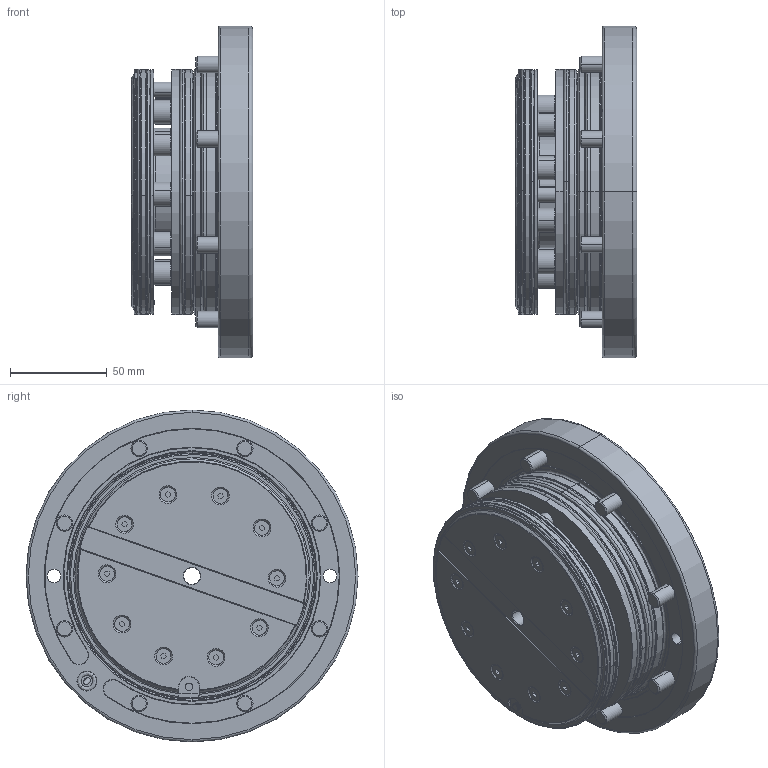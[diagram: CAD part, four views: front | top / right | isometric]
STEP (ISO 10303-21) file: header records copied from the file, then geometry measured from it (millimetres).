
FILE_DESCRIPTION (( 'STEP AP214' ), '1' );
FILE_NAME ('LQNC-40.STEP', '2020-03-19T10:35:03', ( 'PC' ), ( 'Microsoft' ), 'SwSTEP 2.0', 'SolidWorks 2018', '' );
FILE_SCHEMA (( 'AUTOMOTIVE_DESIGN' ));
Length unit declared in the file: millimetre
Products named in the file (1): LQNC-40
Bounding box: 63 x 172 x 172 mm (x, y, z)
Volume: 822636.2 mm3; surface area: 141340.4 mm2
Topology: 14 solids, 15 shells, 637 faces, 1489 edges, 925 vertices
Faces by surface type: plane 215, cylinder 163, cone 107, torus 96, sphere 32, bspline 24
Entity records: 19653 total; most frequent: CARTESIAN_POINT 4786, DIRECTION 3291, ORIENTED_EDGE 2874, EDGE_CURVE 1437, AXIS2_PLACEMENT_3D 1340, VERTEX_POINT 909, EDGE_LOOP 754, CIRCLE 726
